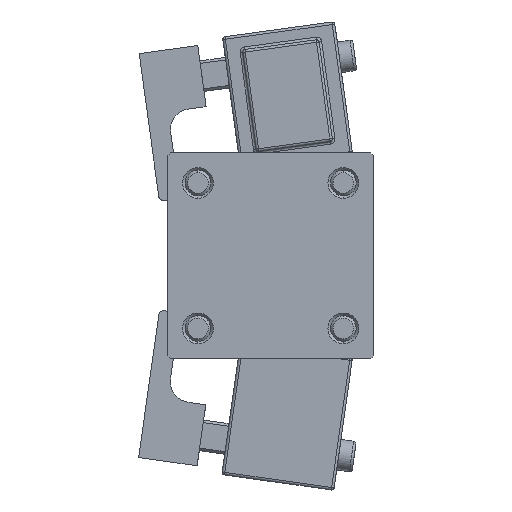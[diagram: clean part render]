
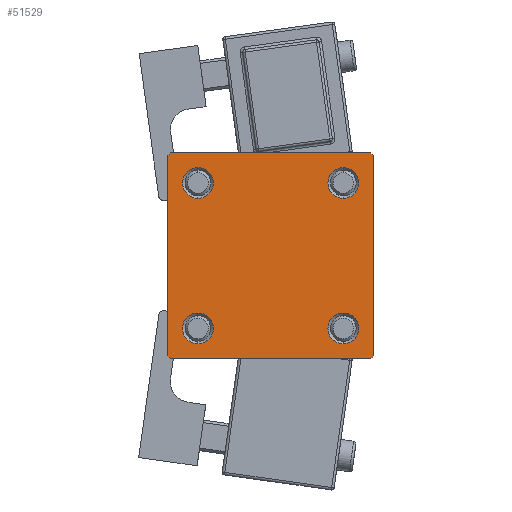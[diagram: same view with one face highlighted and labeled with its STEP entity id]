
A CAD part, left-side view. The second image highlights one B-rep face of the part: STEP entity #51529.
In plain terms, the highlighted planar face has unit normal (-1, 0, 0).
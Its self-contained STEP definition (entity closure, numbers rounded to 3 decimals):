
#174 = VERTEX_POINT ( 'NONE', #8484 ) ;
#594 = CARTESIAN_POINT ( 'NONE',  ( 0., -20., 20. ) ) ;
#796 = VECTOR ( 'NONE', #21353, 1000. ) ;
#2177 = CARTESIAN_POINT ( 'NONE',  ( 0., 20., -20. ) ) ;
#2583 = DIRECTION ( 'NONE',  ( 0., 0., 1. ) ) ;
#2971 = DIRECTION ( 'NONE',  ( 1., 0., 0. ) ) ;
#3355 = AXIS2_PLACEMENT_3D ( 'NONE', #18863, #10707, #50739 ) ;
#3438 = VERTEX_POINT ( 'NONE', #30247 ) ;
#4223 = DIRECTION ( 'NONE',  ( 1., 0., 0. ) ) ;
#5045 = LINE ( 'NONE', #37169, #796 ) ;
#5832 = DIRECTION ( 'NONE',  ( 1., 0., 0. ) ) ;
#5925 = CIRCLE ( 'NONE', #12646, 3. ) ;
#6094 = CARTESIAN_POINT ( 'NONE',  ( 0., -14.15, -11.15 ) ) ;
#6169 = ORIENTED_EDGE ( 'NONE', *, *, #19675, .T. ) ;
#6258 = DIRECTION ( 'NONE',  ( 0., 0., 1. ) ) ;
#6271 = DIRECTION ( 'NONE',  ( 1., 0., 0. ) ) ;
#6748 = VECTOR ( 'NONE', #16293, 1000. ) ;
#6780 = AXIS2_PLACEMENT_3D ( 'NONE', #18076, #2971, #50201 ) ;
#7122 = DIRECTION ( 'NONE',  ( -1., 0., 0. ) ) ;
#7198 = EDGE_LOOP ( 'NONE', ( #17583, #25476, #7379, #34903, #10181, #17883, #32501, #40600 ) ) ;
#7231 = ORIENTED_EDGE ( 'NONE', *, *, #27096, .T. ) ;
#7379 = ORIENTED_EDGE ( 'NONE', *, *, #39223, .T. ) ;
#7677 = EDGE_CURVE ( 'NONE', #9854, #24387, #42606, .T. ) ;
#8476 = AXIS2_PLACEMENT_3D ( 'NONE', #12118, #4223, #42119 ) ;
#8484 = CARTESIAN_POINT ( 'NONE',  ( 0., 20., -19.5 ) ) ;
#9122 = ORIENTED_EDGE ( 'NONE', *, *, #37772, .T. ) ;
#9420 = VECTOR ( 'NONE', #46309, 1000. ) ;
#9854 = VERTEX_POINT ( 'NONE', #33175 ) ;
#10181 = ORIENTED_EDGE ( 'NONE', *, *, #50606, .F. ) ;
#10707 = DIRECTION ( 'NONE',  ( 1., 0., 0. ) ) ;
#10744 = VERTEX_POINT ( 'NONE', #15293 ) ;
#11062 = PLANE ( 'NONE',  #12775 ) ;
#11108 = CARTESIAN_POINT ( 'NONE',  ( 0., -14.15, -17.15 ) ) ;
#11195 = CARTESIAN_POINT ( 'NONE',  ( 0., 14.15, 14.15 ) ) ;
#12118 = CARTESIAN_POINT ( 'NONE',  ( 0., -14.15, -14.15 ) ) ;
#12646 = AXIS2_PLACEMENT_3D ( 'NONE', #41400, #5832, #45607 ) ;
#12775 = AXIS2_PLACEMENT_3D ( 'NONE', #51874, #7122, #39767 ) ;
#12865 = LINE ( 'NONE', #48407, #31786 ) ;
#12973 = EDGE_CURVE ( 'NONE', #42381, #16313, #5045, .T. ) ;
#13801 = CARTESIAN_POINT ( 'NONE',  ( 0., 20., 19.5 ) ) ;
#14439 = LINE ( 'NONE', #18641, #9420 ) ;
#15061 = DIRECTION ( 'NONE',  ( 0., 0., 1. ) ) ;
#15293 = CARTESIAN_POINT ( 'NONE',  ( 0., 14.15, 17.15 ) ) ;
#15743 = AXIS2_PLACEMENT_3D ( 'NONE', #11195, #38861, #18834 ) ;
#16293 = DIRECTION ( 'NONE',  ( 0., -0.707, 0.707 ) ) ;
#16313 = VERTEX_POINT ( 'NONE', #41652 ) ;
#16366 = EDGE_CURVE ( 'NONE', #29611, #29250, #16817, .T. ) ;
#16372 = DIRECTION ( 'NONE',  ( 0., 0., -1. ) ) ;
#16790 = CIRCLE ( 'NONE', #3355, 3. ) ;
#16817 = LINE ( 'NONE', #32881, #6748 ) ;
#17012 = CIRCLE ( 'NONE', #20350, 3. ) ;
#17583 = ORIENTED_EDGE ( 'NONE', *, *, #38934, .T. ) ;
#17883 = ORIENTED_EDGE ( 'NONE', *, *, #12973, .T. ) ;
#18076 = CARTESIAN_POINT ( 'NONE',  ( 0., 14.15, -14.15 ) ) ;
#18212 = AXIS2_PLACEMENT_3D ( 'NONE', #34424, #26001, #6258 ) ;
#18599 = EDGE_CURVE ( 'NONE', #19854, #46921, #16790, .T. ) ;
#18641 = CARTESIAN_POINT ( 'NONE',  ( 0., 20., 20. ) ) ;
#18648 = ORIENTED_EDGE ( 'NONE', *, *, #20937, .T. ) ;
#18834 = DIRECTION ( 'NONE',  ( 0., 0., 1. ) ) ;
#18863 = CARTESIAN_POINT ( 'NONE',  ( 0., -14.15, 14.15 ) ) ;
#19005 = DIRECTION ( 'NONE',  ( 1., 0., 0. ) ) ;
#19675 = EDGE_CURVE ( 'NONE', #23823, #36011, #5925, .T. ) ;
#19854 = VERTEX_POINT ( 'NONE', #47655 ) ;
#19878 = VERTEX_POINT ( 'NONE', #32120 ) ;
#20326 = EDGE_CURVE ( 'NONE', #24387, #9854, #28647, .T. ) ;
#20350 = AXIS2_PLACEMENT_3D ( 'NONE', #27424, #19005, #15061 ) ;
#20937 = EDGE_CURVE ( 'NONE', #36011, #23823, #31145, .T. ) ;
#21353 = DIRECTION ( 'NONE',  ( 0., 0.707, 0.707 ) ) ;
#21660 = LINE ( 'NONE', #2177, #27563 ) ;
#22832 = CARTESIAN_POINT ( 'NONE',  ( 0., -14.15, 14.15 ) ) ;
#23566 = EDGE_CURVE ( 'NONE', #10744, #29086, #17012, .T. ) ;
#23823 = VERTEX_POINT ( 'NONE', #6094 ) ;
#24159 = EDGE_CURVE ( 'NONE', #19878, #16313, #14439, .T. ) ;
#24192 = EDGE_LOOP ( 'NONE', ( #48133, #9122 ) ) ;
#24259 = VERTEX_POINT ( 'NONE', #13801 ) ;
#24387 = VERTEX_POINT ( 'NONE', #38266 ) ;
#25293 = ORIENTED_EDGE ( 'NONE', *, *, #20326, .T. ) ;
#25355 = VECTOR ( 'NONE', #16372, 1000. ) ;
#25476 = ORIENTED_EDGE ( 'NONE', *, *, #37571, .T. ) ;
#26000 = ORIENTED_EDGE ( 'NONE', *, *, #7677, .T. ) ;
#26001 = DIRECTION ( 'NONE',  ( 1., 0., 0. ) ) ;
#26853 = FACE_OUTER_BOUND ( 'NONE', #7198, .T. ) ;
#27096 = EDGE_CURVE ( 'NONE', #46921, #19854, #33101, .T. ) ;
#27152 = AXIS2_PLACEMENT_3D ( 'NONE', #22832, #6271, #2583 ) ;
#27424 = CARTESIAN_POINT ( 'NONE',  ( 0., 14.15, 14.15 ) ) ;
#27563 = VECTOR ( 'NONE', #46644, 1000. ) ;
#27904 = FACE_BOUND ( 'NONE', #50455, .T. ) ;
#28390 = DIRECTION ( 'NONE',  ( 0., 0., -1. ) ) ;
#28647 = CIRCLE ( 'NONE', #6780, 3. ) ;
#29086 = VERTEX_POINT ( 'NONE', #48549 ) ;
#29250 = VERTEX_POINT ( 'NONE', #35537 ) ;
#29611 = VERTEX_POINT ( 'NONE', #38908 ) ;
#30247 = CARTESIAN_POINT ( 'NONE',  ( 0., 19.5, -20. ) ) ;
#31145 = CIRCLE ( 'NONE', #8476, 3. ) ;
#31349 = ORIENTED_EDGE ( 'NONE', *, *, #18599, .T. ) ;
#31508 = EDGE_LOOP ( 'NONE', ( #26000, #25293 ) ) ;
#31705 = VECTOR ( 'NONE', #51350, 1000. ) ;
#31786 = VECTOR ( 'NONE', #28390, 1000. ) ;
#32120 = CARTESIAN_POINT ( 'NONE',  ( 0., 19.5, 20. ) ) ;
#32468 = CARTESIAN_POINT ( 'NONE',  ( 0., 19.75, 19.75 ) ) ;
#32501 = ORIENTED_EDGE ( 'NONE', *, *, #24159, .F. ) ;
#32881 = CARTESIAN_POINT ( 'NONE',  ( 0., -19.75, -19.75 ) ) ;
#33101 = CIRCLE ( 'NONE', #27152, 3. ) ;
#33161 = CARTESIAN_POINT ( 'NONE',  ( 0., -14.15, 11.15 ) ) ;
#33175 = CARTESIAN_POINT ( 'NONE',  ( 0., 14.15, -11.15 ) ) ;
#34158 = EDGE_CURVE ( 'NONE', #19878, #24259, #45371, .T. ) ;
#34424 = CARTESIAN_POINT ( 'NONE',  ( 0., 14.15, -14.15 ) ) ;
#34903 = ORIENTED_EDGE ( 'NONE', *, *, #16366, .T. ) ;
#35026 = LINE ( 'NONE', #47133, #31705 ) ;
#35537 = CARTESIAN_POINT ( 'NONE',  ( 0., -20., -19.5 ) ) ;
#36011 = VERTEX_POINT ( 'NONE', #11108 ) ;
#36646 = LINE ( 'NONE', #594, #25355 ) ;
#36760 = CIRCLE ( 'NONE', #15743, 3. ) ;
#36764 = VECTOR ( 'NONE', #48799, 1000. ) ;
#37169 = CARTESIAN_POINT ( 'NONE',  ( 0., -19.75, 19.75 ) ) ;
#37571 = EDGE_CURVE ( 'NONE', #174, #3438, #35026, .T. ) ;
#37621 = EDGE_LOOP ( 'NONE', ( #31349, #7231 ) ) ;
#37772 = EDGE_CURVE ( 'NONE', #29086, #10744, #36760, .T. ) ;
#38266 = CARTESIAN_POINT ( 'NONE',  ( 0., 14.15, -17.15 ) ) ;
#38861 = DIRECTION ( 'NONE',  ( 1., 0., 0. ) ) ;
#38908 = CARTESIAN_POINT ( 'NONE',  ( 0., -19.5, -20. ) ) ;
#38934 = EDGE_CURVE ( 'NONE', #24259, #174, #12865, .T. ) ;
#39223 = EDGE_CURVE ( 'NONE', #3438, #29611, #21660, .T. ) ;
#39503 = FACE_BOUND ( 'NONE', #24192, .T. ) ;
#39767 = DIRECTION ( 'NONE',  ( 0., 0., 1. ) ) ;
#40030 = FACE_BOUND ( 'NONE', #31508, .T. ) ;
#40600 = ORIENTED_EDGE ( 'NONE', *, *, #34158, .T. ) ;
#41111 = CARTESIAN_POINT ( 'NONE',  ( 0., -20., 19.5 ) ) ;
#41400 = CARTESIAN_POINT ( 'NONE',  ( 0., -14.15, -14.15 ) ) ;
#41652 = CARTESIAN_POINT ( 'NONE',  ( 0., -19.5, 20. ) ) ;
#42119 = DIRECTION ( 'NONE',  ( 0., 0., 1. ) ) ;
#42381 = VERTEX_POINT ( 'NONE', #41111 ) ;
#42606 = CIRCLE ( 'NONE', #18212, 3. ) ;
#43443 = FACE_BOUND ( 'NONE', #37621, .T. ) ;
#45371 = LINE ( 'NONE', #32468, #36764 ) ;
#45607 = DIRECTION ( 'NONE',  ( 0., 0., 1. ) ) ;
#46309 = DIRECTION ( 'NONE',  ( 0., -1., 0. ) ) ;
#46644 = DIRECTION ( 'NONE',  ( 0., -1., 0. ) ) ;
#46921 = VERTEX_POINT ( 'NONE', #33161 ) ;
#47133 = CARTESIAN_POINT ( 'NONE',  ( 0., 19.75, -19.75 ) ) ;
#47655 = CARTESIAN_POINT ( 'NONE',  ( 0., -14.15, 17.15 ) ) ;
#48133 = ORIENTED_EDGE ( 'NONE', *, *, #23566, .T. ) ;
#48407 = CARTESIAN_POINT ( 'NONE',  ( 0., 20., 20. ) ) ;
#48549 = CARTESIAN_POINT ( 'NONE',  ( 0., 14.15, 11.15 ) ) ;
#48799 = DIRECTION ( 'NONE',  ( 0., 0.707, -0.707 ) ) ;
#50201 = DIRECTION ( 'NONE',  ( 0., 0., 1. ) ) ;
#50455 = EDGE_LOOP ( 'NONE', ( #6169, #18648 ) ) ;
#50606 = EDGE_CURVE ( 'NONE', #42381, #29250, #36646, .T. ) ;
#50739 = DIRECTION ( 'NONE',  ( 0., 0., 1. ) ) ;
#51350 = DIRECTION ( 'NONE',  ( 0., -0.707, -0.707 ) ) ;
#51529 = ADVANCED_FACE ( 'NONE', ( #43443, #27904, #40030, #39503, #26853 ), #11062, .T. ) ;
#51874 = CARTESIAN_POINT ( 'NONE',  ( 0., 0., 0. ) ) ;
